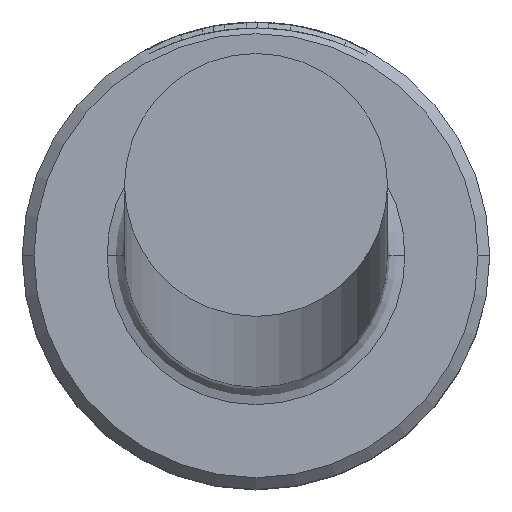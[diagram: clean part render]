
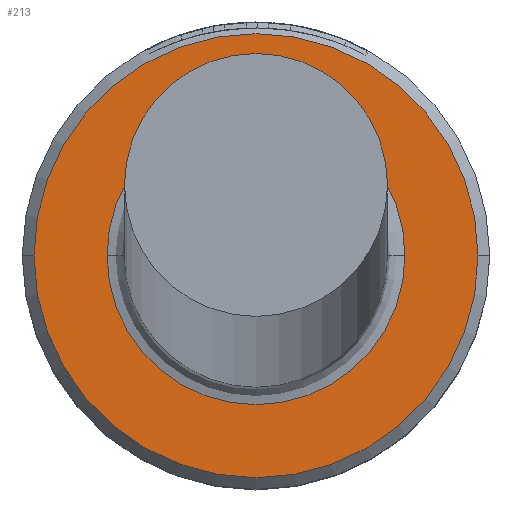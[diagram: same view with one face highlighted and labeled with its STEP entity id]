
A CAD part, top view. The second image highlights one B-rep face of the part: STEP entity #213.
In plain terms, the highlighted planar face has unit normal (0, 0, 1).
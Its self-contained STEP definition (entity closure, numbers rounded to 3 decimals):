
#10 = FACE_BOUND ( 'NONE', #467, .T. ) ;
#25 = DIRECTION ( 'NONE',  ( 0., 0., -1. ) ) ;
#45 = FACE_OUTER_BOUND ( 'NONE', #366, .T. ) ;
#59 = EDGE_CURVE ( 'NONE', #704, #566, #171, .T. ) ;
#67 = AXIS2_PLACEMENT_3D ( 'NONE', #928, #403, #1016 ) ;
#94 = CIRCLE ( 'NONE', #67, 2.55 ) ;
#102 = CARTESIAN_POINT ( 'NONE',  ( -2.55, 0., 6. ) ) ;
#163 = ORIENTED_EDGE ( 'NONE', *, *, #519, .T. ) ;
#171 = CIRCLE ( 'NONE', #551, 3.8 ) ;
#200 = CARTESIAN_POINT ( 'NONE',  ( 0., 0., 6. ) ) ;
#213 = ADVANCED_FACE ( 'NONE', ( #45, #10 ), #912, .T. ) ;
#218 = CIRCLE ( 'NONE', #497, 2.55 ) ;
#299 = DIRECTION ( 'NONE',  ( 1., 0., 0. ) ) ;
#305 = VERTEX_POINT ( 'NONE', #102 ) ;
#344 = CARTESIAN_POINT ( 'NONE',  ( 2.55, 0., 6. ) ) ;
#366 = EDGE_LOOP ( 'NONE', ( #967, #562 ) ) ;
#403 = DIRECTION ( 'NONE',  ( 0., 0., -1. ) ) ;
#467 = EDGE_LOOP ( 'NONE', ( #163, #1031 ) ) ;
#486 = AXIS2_PLACEMENT_3D ( 'NONE', #200, #820, #299 ) ;
#497 = AXIS2_PLACEMENT_3D ( 'NONE', #579, #25, #664 ) ;
#519 = EDGE_CURVE ( 'NONE', #305, #672, #94, .T. ) ;
#520 = EDGE_CURVE ( 'NONE', #672, #305, #218, .T. ) ;
#551 = AXIS2_PLACEMENT_3D ( 'NONE', #902, #889, #817 ) ;
#562 = ORIENTED_EDGE ( 'NONE', *, *, #59, .T. ) ;
#566 = VERTEX_POINT ( 'NONE', #1093 ) ;
#579 = CARTESIAN_POINT ( 'NONE',  ( 0., 0., 6. ) ) ;
#591 = CIRCLE ( 'NONE', #486, 3.8 ) ;
#664 = DIRECTION ( 'NONE',  ( -1., 0., 0. ) ) ;
#672 = VERTEX_POINT ( 'NONE', #344 ) ;
#704 = VERTEX_POINT ( 'NONE', #782 ) ;
#727 = DIRECTION ( 'NONE',  ( 1., 0., 0. ) ) ;
#731 = DIRECTION ( 'NONE',  ( 0., 0., 1. ) ) ;
#751 = EDGE_CURVE ( 'NONE', #566, #704, #591, .T. ) ;
#782 = CARTESIAN_POINT ( 'NONE',  ( 3.8, 0., 6. ) ) ;
#810 = AXIS2_PLACEMENT_3D ( 'NONE', #1076, #731, #727 ) ;
#817 = DIRECTION ( 'NONE',  ( 1., 0., 0. ) ) ;
#820 = DIRECTION ( 'NONE',  ( 0., 0., 1. ) ) ;
#889 = DIRECTION ( 'NONE',  ( 0., 0., 1. ) ) ;
#902 = CARTESIAN_POINT ( 'NONE',  ( 0., 0., 6. ) ) ;
#912 = PLANE ( 'NONE',  #810 ) ;
#928 = CARTESIAN_POINT ( 'NONE',  ( 0., 0., 6. ) ) ;
#967 = ORIENTED_EDGE ( 'NONE', *, *, #751, .T. ) ;
#1016 = DIRECTION ( 'NONE',  ( -1., 0., 0. ) ) ;
#1031 = ORIENTED_EDGE ( 'NONE', *, *, #520, .T. ) ;
#1076 = CARTESIAN_POINT ( 'NONE',  ( 0., 0., 6. ) ) ;
#1093 = CARTESIAN_POINT ( 'NONE',  ( -3.8, 0., 6. ) ) ;
